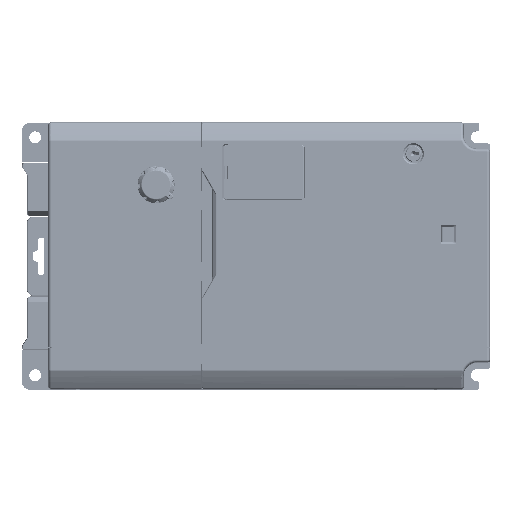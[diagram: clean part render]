
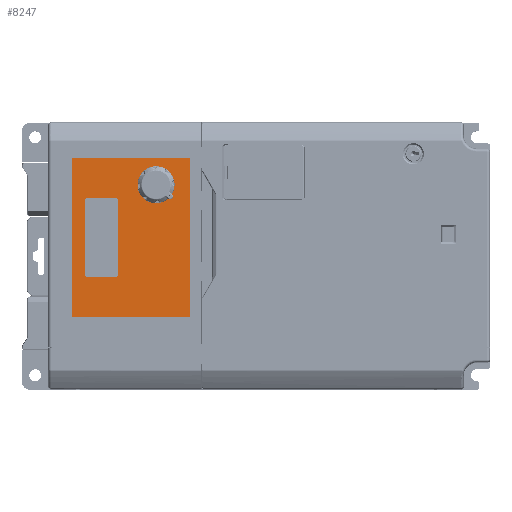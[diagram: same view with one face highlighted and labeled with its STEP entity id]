
A CAD part, top view. The second image highlights one B-rep face of the part: STEP entity #8247.
In plain terms, the highlighted planar face has unit normal (0, 0, 1).
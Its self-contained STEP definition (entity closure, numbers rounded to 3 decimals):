
#350=FACE_BOUND('',#18729,.T.);
#351=FACE_BOUND('',#18730,.T.);
#352=FACE_BOUND('',#18731,.T.);
#5748=PLANE('',#112733);
#8247=ADVANCED_FACE('',(#350,#351,#352),#5748,.T.);
#18729=EDGE_LOOP('',(#48215,#48216,#48217,#48218));
#18730=EDGE_LOOP('',(#48219,#48220));
#18731=EDGE_LOOP('',(#48221,#48222,#48223,#48224,#48225,#48226,#48227,#48228));
#24660=LINE('',#162347,#35596);
#24663=LINE('',#162355,#35599);
#24666=LINE('',#162361,#35602);
#24669=LINE('',#162369,#35605);
#24670=LINE('',#162371,#35606);
#24671=LINE('',#162374,#35607);
#24672=LINE('',#162376,#35608);
#24673=LINE('',#162378,#35609);
#35596=VECTOR('',#125426,1.);
#35599=VECTOR('',#125435,1.);
#35602=VECTOR('',#125440,1.);
#35605=VECTOR('',#125449,1.);
#35606=VECTOR('',#125452,1.);
#35607=VECTOR('',#125453,1.);
#35608=VECTOR('',#125454,1.);
#35609=VECTOR('',#125455,1.);
#48215=ORIENTED_EDGE('',*,*,#89708,.T.);
#48216=ORIENTED_EDGE('',*,*,#89709,.T.);
#48217=ORIENTED_EDGE('',*,*,#89710,.T.);
#48218=ORIENTED_EDGE('',*,*,#89711,.T.);
#48219=ORIENTED_EDGE('',*,*,#89712,.T.);
#48220=ORIENTED_EDGE('',*,*,#89713,.T.);
#48221=ORIENTED_EDGE('',*,*,#89705,.F.);
#48222=ORIENTED_EDGE('',*,*,#89703,.F.);
#48223=ORIENTED_EDGE('',*,*,#89714,.T.);
#48224=ORIENTED_EDGE('',*,*,#89700,.F.);
#48225=ORIENTED_EDGE('',*,*,#89698,.F.);
#48226=ORIENTED_EDGE('',*,*,#89696,.F.);
#48227=ORIENTED_EDGE('',*,*,#89694,.F.);
#48228=ORIENTED_EDGE('',*,*,#89707,.F.);
#76056=VERTEX_POINT('',#162342);
#76057=VERTEX_POINT('',#162344);
#76058=VERTEX_POINT('',#162348);
#76059=VERTEX_POINT('',#162352);
#76060=VERTEX_POINT('',#162356);
#76061=VERTEX_POINT('',#162360);
#76062=VERTEX_POINT('',#162362);
#76063=VERTEX_POINT('',#162366);
#76064=VERTEX_POINT('',#162372);
#76065=VERTEX_POINT('',#162373);
#76066=VERTEX_POINT('',#162375);
#76067=VERTEX_POINT('',#162377);
#76068=VERTEX_POINT('',#162380);
#76069=VERTEX_POINT('',#162381);
#89694=EDGE_CURVE('',#76056,#76057,#106571,.T.);
#89696=EDGE_CURVE('',#76057,#76058,#24660,.T.);
#89698=EDGE_CURVE('',#76058,#76059,#106572,.T.);
#89700=EDGE_CURVE('',#76059,#76060,#24663,.T.);
#89703=EDGE_CURVE('',#76061,#76062,#24666,.T.);
#89705=EDGE_CURVE('',#76062,#76063,#106573,.T.);
#89707=EDGE_CURVE('',#76063,#76056,#24669,.T.);
#89708=EDGE_CURVE('',#76064,#76065,#24670,.T.);
#89709=EDGE_CURVE('',#76065,#76066,#24671,.T.);
#89710=EDGE_CURVE('',#76066,#76067,#24672,.T.);
#89711=EDGE_CURVE('',#76067,#76064,#24673,.T.);
#89712=EDGE_CURVE('',#76068,#76069,#106574,.T.);
#89713=EDGE_CURVE('',#76069,#76068,#106575,.T.);
#89714=EDGE_CURVE('',#76061,#76060,#106576,.T.);
#106571=CIRCLE('',#112720,1.);
#106572=CIRCLE('',#112723,1.);
#106573=CIRCLE('',#112727,1.);
#106574=CIRCLE('',#112730,6.);
#106575=CIRCLE('',#112731,6.);
#106576=CIRCLE('',#112732,1.);
#112720=AXIS2_PLACEMENT_3D('',#162343,#125421,#125422);
#112723=AXIS2_PLACEMENT_3D('',#162351,#125430,#125431);
#112727=AXIS2_PLACEMENT_3D('',#162365,#125444,#125445);
#112730=AXIS2_PLACEMENT_3D('',#162379,#125456,#125457);
#112731=AXIS2_PLACEMENT_3D('',#162382,#125458,#125459);
#112732=AXIS2_PLACEMENT_3D('',#162383,#125460,#125461);
#112733=AXIS2_PLACEMENT_3D('',#162384,#125462,#125463);
#125421=DIRECTION('',(0.,0.,1.));
#125422=DIRECTION('',(-1.,0.,0.));
#125426=DIRECTION('',(1.,0.,0.));
#125430=DIRECTION('',(0.,0.,1.));
#125431=DIRECTION('',(0.,-1.,0.));
#125435=DIRECTION('',(0.,1.,0.));
#125440=DIRECTION('',(-1.,0.,0.));
#125444=DIRECTION('',(0.,0.,1.));
#125445=DIRECTION('',(0.,1.,0.));
#125449=DIRECTION('',(0.,-1.,0.));
#125452=DIRECTION('',(1.,0.,0.));
#125453=DIRECTION('',(0.,1.,0.));
#125454=DIRECTION('',(-1.,0.,0.));
#125455=DIRECTION('',(0.,-1.,0.));
#125456=DIRECTION('',(0.,0.,-1.));
#125457=DIRECTION('',(0.,-1.,0.));
#125458=DIRECTION('',(0.,0.,-1.));
#125459=DIRECTION('',(0.,1.,0.));
#125460=DIRECTION('',(0.,0.,-1.));
#125461=DIRECTION('',(1.,0.,0.));
#125462=DIRECTION('',(0.,0.,1.));
#125463=DIRECTION('',(0.,-1.,0.));
#162342=CARTESIAN_POINT('',(-87.8,-12.8,84.8));
#162343=CARTESIAN_POINT('',(-86.8,-12.8,84.8));
#162344=CARTESIAN_POINT('',(-86.8,-13.8,84.8));
#162347=CARTESIAN_POINT('',(-86.8,-13.8,84.8));
#162348=CARTESIAN_POINT('',(-76.2,-13.8,84.8));
#162351=CARTESIAN_POINT('',(-76.2,-12.8,84.8));
#162352=CARTESIAN_POINT('',(-75.2,-12.8,84.8));
#162355=CARTESIAN_POINT('',(-75.2,-12.8,84.8));
#162356=CARTESIAN_POINT('',(-75.2,15.,84.8));
#162360=CARTESIAN_POINT('',(-76.2,16.,84.8));
#162361=CARTESIAN_POINT('',(-76.2,16.,84.8));
#162362=CARTESIAN_POINT('',(-86.8,16.,84.8));
#162365=CARTESIAN_POINT('',(-86.8,15.,84.8));
#162366=CARTESIAN_POINT('',(-87.8,15.,84.8));
#162369=CARTESIAN_POINT('',(-87.8,15.,84.8));
#162371=CARTESIAN_POINT('',(-48.,-29.1,84.8));
#162372=CARTESIAN_POINT('',(-92.6,-29.1,84.8));
#162373=CARTESIAN_POINT('',(-48.,-29.1,84.8));
#162374=CARTESIAN_POINT('',(-48.,31.3,84.8));
#162375=CARTESIAN_POINT('',(-48.,31.3,84.8));
#162376=CARTESIAN_POINT('',(-92.6,31.3,84.8));
#162377=CARTESIAN_POINT('',(-92.6,31.3,84.8));
#162378=CARTESIAN_POINT('',(-92.6,-29.1,84.8));
#162379=CARTESIAN_POINT('',(-60.9,21.1,84.8));
#162380=CARTESIAN_POINT('',(-60.9,27.1,84.8));
#162381=CARTESIAN_POINT('',(-60.9,15.1,84.8));
#162382=CARTESIAN_POINT('',(-60.9,21.1,84.8));
#162383=CARTESIAN_POINT('',(-76.2,15.,84.8));
#162384=CARTESIAN_POINT('',(-47.3,-29.8,84.8));
